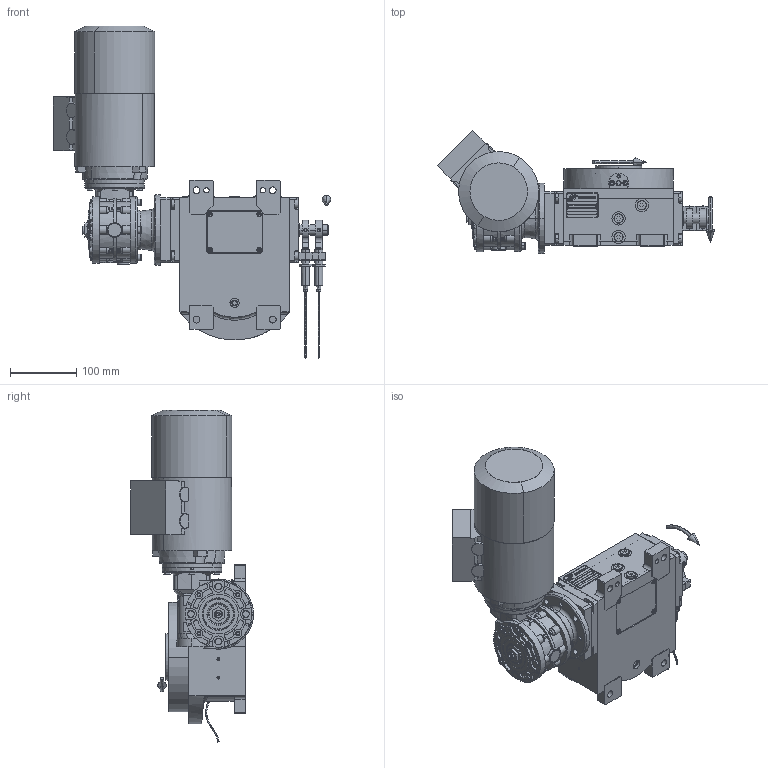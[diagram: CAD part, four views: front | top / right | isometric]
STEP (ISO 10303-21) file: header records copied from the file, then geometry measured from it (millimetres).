
FILE_DESCRIPTION (( 'STEP AP203' ), '1' );
FILE_NAME ('PC5201788.step', '2026-01-22T14:14:04', ( '' ), ( '' ), 'SwSTEP 2.0', 'SolidWorks 2020', '' );
FILE_SCHEMA (( 'CONFIG_CONTROL_DESIGN' ));
Length unit declared in the file: millimetre
Products named in the file (87): cfn2128_04_011; RIG04_005_AF0.stp; CFN2356_03_051.stp; cfn2000_01_129; cfn2000_01_147; cfn2151_01_092; cfn2476_01_001_48x38; CFN2401_01_003.stp; as_cfn2400_04_003.stp; AS_cfn2476_01_001_48x38; cfn2003_01_063; freccia_angolare; cfn2073_01_011; cfn2000_01_161; cfn2155_01_038; cfn2104_01_016; as_cfn2401_01_003.stp; cfn2276_01_065; RMI40_F1_LCB_DX_63B14; cfn2115_02_182; AS_rig04_004_s_001; cfn2128_05_006; cfn2010_01_015.prt; CFN2000_01_185.stp; AS_rig04_015; rig04_001_a; cfn2115_02_213; cfn2151_01_087; AS_rig04_071_8_m; cfn2205_01_012; AS_900_38_11_019; rig04_004_s_001; cfn2107_01_001; 900_38_11_019; olio_agip_blasia_150; RIG06_021_AF0.stp; rig04_071_8_m.stp; CFN2104_02_017.stp; AS_rig04_004; AS_cfn2401_01_003 ...
Assembly tree (84 placements, depth 5):
  CFN2356_03_051.stp
  cfn2151_01_092
  cfn2276_01_065
  cfn2115_02_213
  cfn2151_01_087
Bounding box: 418.63 x 185.63 x 501.06 mm (x, y, z)
Volume: 4714035.4 mm3; surface area: 729480.3 mm2
Topology: 85 solids, 89 shells, 3738 faces, 9354 edges, 6005 vertices
Faces by surface type: plane 1758, cylinder 1260, cone 549, torus 143, bspline 22, sphere 6
Entity records: 126044 total; most frequent: CARTESIAN_POINT 32065, DIRECTION 17994, ORIENTED_EDGE 17418, EDGE_CURVE 8713, AXIS2_PLACEMENT_3D 6549, VERTEX_POINT 5648, LINE 4896, VECTOR 4896
